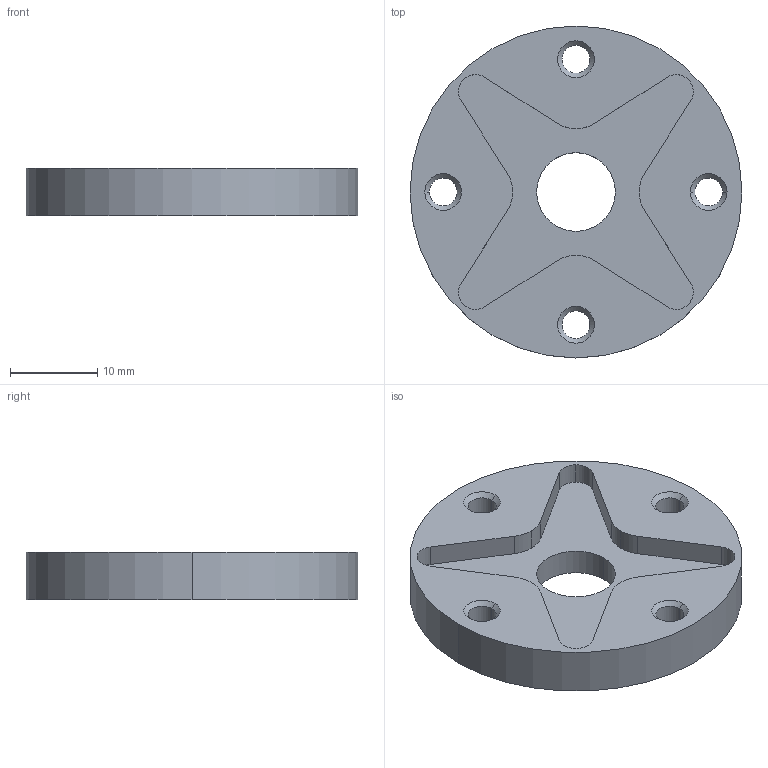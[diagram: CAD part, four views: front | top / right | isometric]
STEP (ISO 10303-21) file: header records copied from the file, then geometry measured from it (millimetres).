
FILE_DESCRIPTION(('STEP AP214'),'1');
FILE_NAME('Servo_axis_inf.stp','2022-08-06T14:27:48',(' '),(' '),'Spatial InterOp 3D',' ',' ');
FILE_SCHEMA(('AUTOMOTIVE_DESIGN { 1 0 10303 214 1 1 1 1 }'));
Length unit declared in the file: metre
Products named in the file (1): Servo_axis_inf
Bounding box: 38 x 38 x 5.44 mm (x, y, z)
Volume: 4715.4 mm3; surface area: 3283.5 mm2
Topology: 1 solids, 1 shells, 55 faces, 140 edges, 88 vertices
Faces by surface type: cylinder 28, cone 16, plane 11
Entity records: 1723 total; most frequent: DIRECTION 324, CARTESIAN_POINT 284, ORIENTED_EDGE 280, EDGE_CURVE 140, AXIS2_PLACEMENT_3D 128, VERTEX_POINT 88, CIRCLE 72, LINE 68
